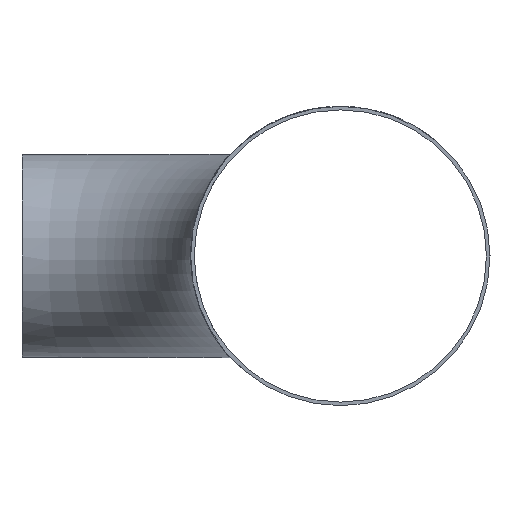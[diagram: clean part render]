
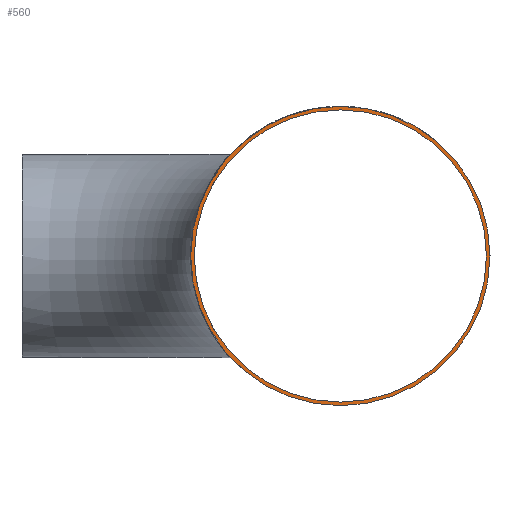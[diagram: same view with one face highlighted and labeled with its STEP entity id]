
A CAD part, left-side view. The second image highlights one B-rep face of the part: STEP entity #560.
In plain terms, the highlighted planar face has unit normal (-1, 0, 0).
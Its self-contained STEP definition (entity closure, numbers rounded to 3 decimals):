
#488 = CARTESIAN_POINT ( 'NONE',  ( -229., -179., 0. ) ) ;
#560 = ADVANCED_FACE ( 'NONE', ( #12377, #33624 ), #9736, .F. ) ;
#5443 = EDGE_CURVE ( 'NONE', #11067, #11067, #15212, .T. ) ;
#5470 = EDGE_CURVE ( 'NONE', #14200, #14200, #19675, .T. ) ;
#8515 = AXIS2_PLACEMENT_3D ( 'NONE', #488, #19014, #26855 ) ;
#8679 = DIRECTION ( 'NONE',  ( 1., 0., 0. ) ) ;
#8856 = DIRECTION ( 'NONE',  ( 0., 0., -1. ) ) ;
#9736 = PLANE ( 'NONE',  #31541 ) ;
#11067 = VERTEX_POINT ( 'NONE', #16660 ) ;
#11405 = CARTESIAN_POINT ( 'NONE',  ( -229., -179., -84.15 ) ) ;
#12377 = FACE_BOUND ( 'NONE', #16020, .T. ) ;
#12512 = ORIENTED_EDGE ( 'NONE', *, *, #5470, .F. ) ;
#14200 = VERTEX_POINT ( 'NONE', #11405 ) ;
#14397 = ORIENTED_EDGE ( 'NONE', *, *, #5443, .T. ) ;
#15212 = CIRCLE ( 'NONE', #20240, 82.15 ) ;
#16020 = EDGE_LOOP ( 'NONE', ( #14397 ) ) ;
#16660 = CARTESIAN_POINT ( 'NONE',  ( -229., -179., -82.15 ) ) ;
#19014 = DIRECTION ( 'NONE',  ( 1., 0., 0. ) ) ;
#19675 = CIRCLE ( 'NONE', #8515, 84.15 ) ;
#20240 = AXIS2_PLACEMENT_3D ( 'NONE', #27373, #8679, #8856 ) ;
#21506 = CARTESIAN_POINT ( 'NONE',  ( -229., -179., 0. ) ) ;
#26747 = DIRECTION ( 'NONE',  ( 0., 0., -1. ) ) ;
#26855 = DIRECTION ( 'NONE',  ( 0., 0., -1. ) ) ;
#27085 = DIRECTION ( 'NONE',  ( 1., 0., 0. ) ) ;
#27373 = CARTESIAN_POINT ( 'NONE',  ( -229., -179., 0. ) ) ;
#31541 = AXIS2_PLACEMENT_3D ( 'NONE', #21506, #27085, #26747 ) ;
#32157 = EDGE_LOOP ( 'NONE', ( #12512 ) ) ;
#33624 = FACE_OUTER_BOUND ( 'NONE', #32157, .T. ) ;
